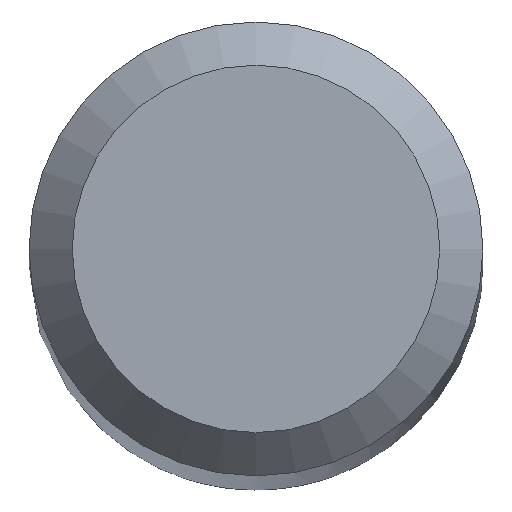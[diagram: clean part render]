
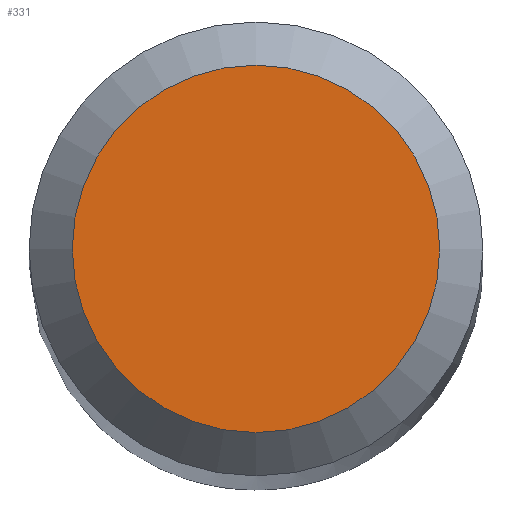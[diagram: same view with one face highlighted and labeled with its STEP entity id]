
A CAD part, top view. The second image highlights one B-rep face of the part: STEP entity #331.
In plain terms, the highlighted planar face has unit normal (0, 0, 1).
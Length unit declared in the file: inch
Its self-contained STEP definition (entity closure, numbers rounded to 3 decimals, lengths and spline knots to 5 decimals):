
#30=PLANE('',#383);
#47=FACE_OUTER_BOUND('',#66,.T.);
#66=EDGE_LOOP('',(#280));
#85=CIRCLE('',#382,0.06375);
#172=VERTEX_POINT('',#593);
#211=EDGE_CURVE('',#172,#172,#85,.T.);
#280=ORIENTED_EDGE('',*,*,#211,.F.);
#331=ADVANCED_FACE('',(#47),#30,.T.);
#382=AXIS2_PLACEMENT_3D('',#594,#458,#459);
#383=AXIS2_PLACEMENT_3D('',#596,#461,#462);
#458=DIRECTION('center_axis',(0.,0.,-1.));
#459=DIRECTION('ref_axis',(-1.,0.,0.));
#461=DIRECTION('center_axis',(0.,0.,1.));
#462=DIRECTION('ref_axis',(1.,0.,0.));
#593=CARTESIAN_POINT('',(0.06375,0.,2.95276));
#594=CARTESIAN_POINT('Origin',(0.,0.,2.95276));
#596=CARTESIAN_POINT('Origin',(0.,0.,2.95276));
